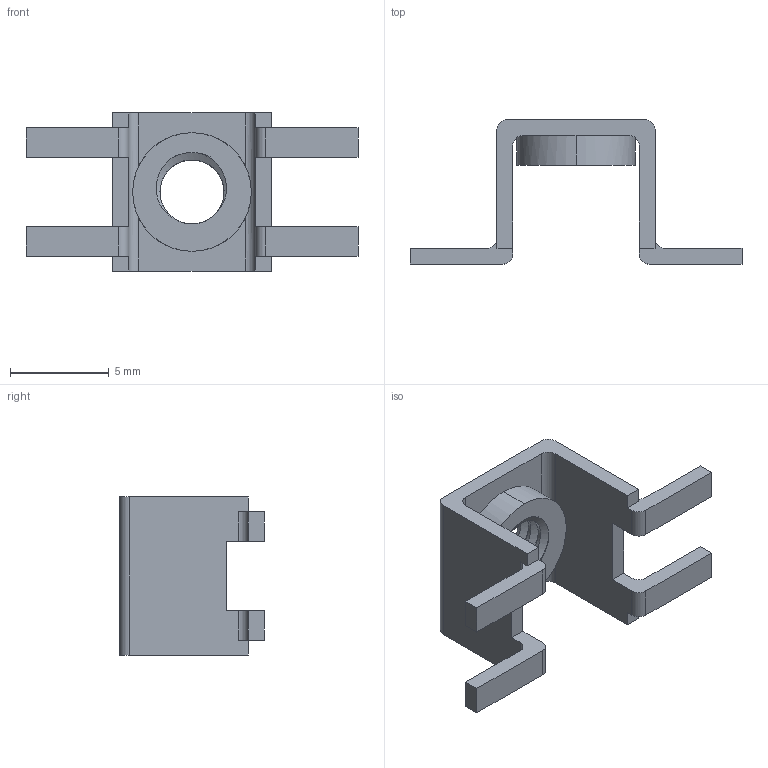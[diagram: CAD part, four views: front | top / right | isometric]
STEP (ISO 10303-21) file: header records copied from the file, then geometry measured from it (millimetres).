
FILE_DESCRIPTION (( 'STEP AP214' ), '1' );
FILE_NAME ('terminal.STEP', '2022-09-15T14:19:23', ( '' ), ( '' ), 'SwSTEP 2.0', 'SolidWorks 2021', '' );
FILE_SCHEMA (( 'AUTOMOTIVE_DESIGN' ));
Length unit declared in the file: millimetre
Products named in the file (1): terminal
Bounding box: 16.8 x 7.3 x 8 mm (x, y, z)
Volume: 162.2 mm3; surface area: 478.6 mm2
Topology: 1 solids, 1 shells, 61 faces, 177 edges, 118 vertices
Faces by surface type: plane 36, cylinder 22, bspline 3
Entity records: 3093 total; most frequent: CARTESIAN_POINT 1480, ORIENTED_EDGE 354, DIRECTION 303, EDGE_CURVE 177, VECTOR 119, LINE 119, VERTEX_POINT 118, AXIS2_PLACEMENT_3D 92
